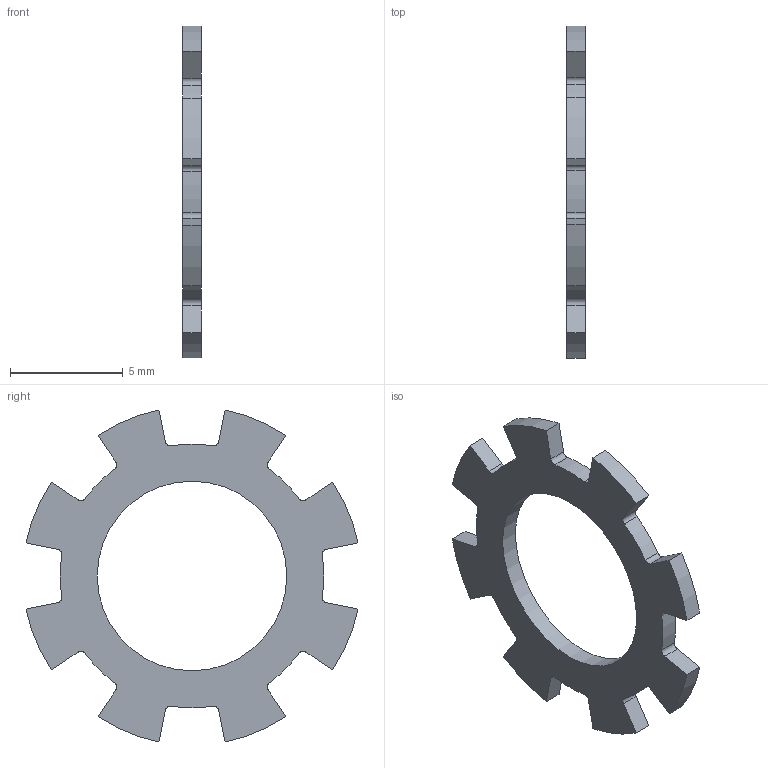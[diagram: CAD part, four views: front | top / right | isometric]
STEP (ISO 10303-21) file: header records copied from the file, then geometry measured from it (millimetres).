
FILE_DESCRIPTION((''),'2;1');
FILE_NAME('210812.ipt.stp','2010-09-05T12:24:26',(''),(''),'Autodesk Inventor 2010','Autodesk Inventor 2010','');
FILE_SCHEMA(('AUTOMOTIVE_DESIGN { 1 0 10303 214 1 1 1 1 }'));
Length unit declared in the file: millimetre
Products named in the file (1): 210812
Bounding box: 0.8 x 14.71 x 14.71 mm (x, y, z)
Volume: 69.5 mm3; surface area: 248.3 mm2
Topology: 1 solids, 1 shells, 51 faces, 147 edges, 98 vertices
Faces by surface type: cylinder 33, plane 18
Full cylindrical faces by diameter (mm): 8.4 x1
Entity records: 1790 total; most frequent: DIRECTION 316, CARTESIAN_POINT 296, ORIENTED_EDGE 292, EDGE_CURVE 146, AXIS2_PLACEMENT_3D 118, VERTEX_POINT 98, VECTOR 80, LINE 80
